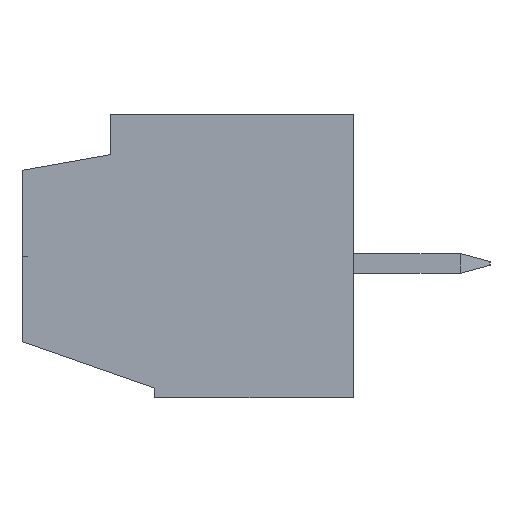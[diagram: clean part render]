
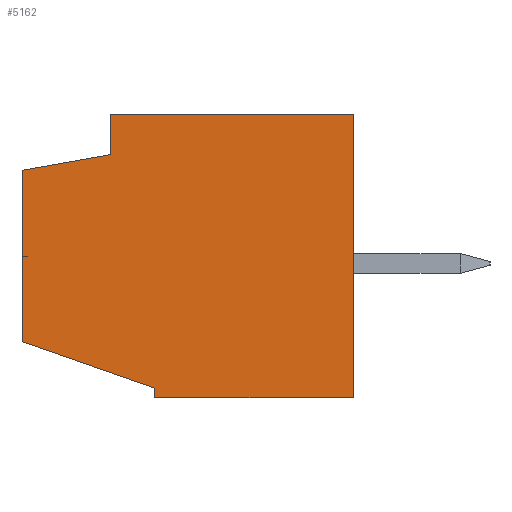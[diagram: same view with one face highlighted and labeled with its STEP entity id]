
A CAD part, left-side view. The second image highlights one B-rep face of the part: STEP entity #5162.
In plain terms, the highlighted planar face has unit normal (-1, 0, 0).
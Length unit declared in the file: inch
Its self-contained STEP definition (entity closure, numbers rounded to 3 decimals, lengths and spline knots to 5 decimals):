
#1=DIRECTION('',(0.,0.,-1.));
#2=VECTOR('',#1,0.287);
#3=CARTESIAN_POINT('',(-1.035,0.,0.1435));
#4=LINE('',#3,#2);
#5=DIRECTION('',(0.,1.,0.));
#6=VECTOR('',#5,0.201);
#7=CARTESIAN_POINT('',(-1.035,0.,-0.1435));
#8=LINE('',#7,#6);
#9=DIRECTION('',(0.,0.,1.));
#10=VECTOR('',#9,0.01);
#11=CARTESIAN_POINT('',(-1.035,0.201,-0.1435));
#12=LINE('',#11,#10);
#13=DIRECTION('',(0.,0.944,0.33));
#14=VECTOR('',#13,0.14197);
#15=CARTESIAN_POINT('',(-1.035,0.201,-0.1335));
#16=LINE('',#15,#14);
#17=DIRECTION('',(0.,0.,1.));
#18=VECTOR('',#17,0.17323);
#19=CARTESIAN_POINT('',(-1.035,0.335,-0.08661));
#20=LINE('',#19,#18);
#21=DIRECTION('',(0.,-0.984,0.176));
#22=VECTOR('',#21,0.09041);
#23=CARTESIAN_POINT('',(-1.035,0.335,0.08661));
#24=LINE('',#23,#22);
#25=DIRECTION('',(0.,0.,1.));
#26=VECTOR('',#25,0.041);
#27=CARTESIAN_POINT('',(-1.035,0.246,0.1025));
#28=LINE('',#27,#26);
#29=DIRECTION('',(0.,-1.,0.));
#30=VECTOR('',#29,0.246);
#31=CARTESIAN_POINT('',(-1.035,0.246,0.1435));
#32=LINE('',#31,#30);
#3967=CARTESIAN_POINT('',(-1.035,0.,0.1435));
#3968=CARTESIAN_POINT('',(-1.035,0.,-0.1435));
#3969=VERTEX_POINT('',#3967);
#3970=VERTEX_POINT('',#3968);
#3971=CARTESIAN_POINT('',(-1.035,0.201,-0.1435));
#3972=VERTEX_POINT('',#3971);
#3973=CARTESIAN_POINT('',(-1.035,0.201,-0.1335));
#3974=VERTEX_POINT('',#3973);
#3975=CARTESIAN_POINT('',(-1.035,0.335,-0.08661));
#3976=VERTEX_POINT('',#3975);
#3977=CARTESIAN_POINT('',(-1.035,0.335,0.08661));
#3978=VERTEX_POINT('',#3977);
#3979=CARTESIAN_POINT('',(-1.035,0.246,0.1025));
#3980=VERTEX_POINT('',#3979);
#3981=CARTESIAN_POINT('',(-1.035,0.246,0.1435));
#3982=VERTEX_POINT('',#3981);
#5139=CARTESIAN_POINT('',(-1.035,0.,0.));
#5140=DIRECTION('',(1.,0.,0.));
#5141=DIRECTION('',(0.,0.,-1.));
#5142=AXIS2_PLACEMENT_3D('',#5139,#5140,#5141);
#5143=PLANE('',#5142);
#5145=ORIENTED_EDGE('',*,*,#5144,.T.);
#5147=ORIENTED_EDGE('',*,*,#5146,.T.);
#5149=ORIENTED_EDGE('',*,*,#5148,.T.);
#5151=ORIENTED_EDGE('',*,*,#5150,.T.);
#5153=ORIENTED_EDGE('',*,*,#5152,.T.);
#5155=ORIENTED_EDGE('',*,*,#5154,.T.);
#5157=ORIENTED_EDGE('',*,*,#5156,.T.);
#5159=ORIENTED_EDGE('',*,*,#5158,.T.);
#5160=EDGE_LOOP('',(#5145,#5147,#5149,#5151,#5153,#5155,#5157,#5159));
#5161=FACE_OUTER_BOUND('',#5160,.F.);
#5162=ADVANCED_FACE('',(#5161),#5143,.F.);
#5144=EDGE_CURVE('',#3969,#3970,#4,.T.);
#5146=EDGE_CURVE('',#3970,#3972,#8,.T.);
#5148=EDGE_CURVE('',#3972,#3974,#12,.T.);
#5150=EDGE_CURVE('',#3974,#3976,#16,.T.);
#5152=EDGE_CURVE('',#3976,#3978,#20,.T.);
#5154=EDGE_CURVE('',#3978,#3980,#24,.T.);
#5156=EDGE_CURVE('',#3980,#3982,#28,.T.);
#5158=EDGE_CURVE('',#3982,#3969,#32,.T.);
